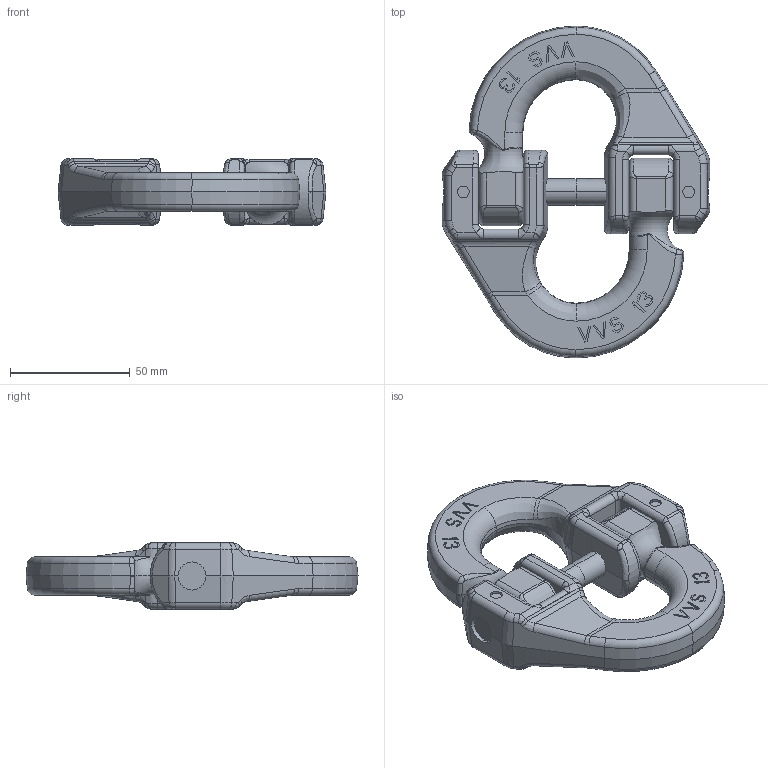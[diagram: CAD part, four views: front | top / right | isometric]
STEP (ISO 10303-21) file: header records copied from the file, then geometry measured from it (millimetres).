
FILE_DESCRIPTION((''),'2;1');
FILE_NAME('001-M34295-P-2_ASM','2012-03-07T',('Roland.Jakubetz'),(''),'PRO/ENGINEER BY PARAMETRIC TECHNOLOGY CORPORATION, 2010140','PRO/ENGINEER BY PARAMETRIC TECHNOLOGY CORPORATION, 2010140','');
FILE_SCHEMA(('CONFIG_CONTROL_DESIGN'));
Length unit declared in the file: millimetre
Products named in the file (3): 001-M34295-P-1; 001-M34295-P-2; 001-M34295-P-2_ASM
Assembly tree (2 placements, depth 2):
  001-M34295-P-2_ASM
    001-M34295-P-1
    001-M34295-P-2
Bounding box: 112 x 138.86 x 27.7 mm (x, y, z)
Volume: 236100.5 mm3; surface area: 51923.2 mm2
Topology: 2 solids, 2 shells, 921 faces, 2384 edges, 1484 vertices
Faces by surface type: plane 499, bspline 165, cylinder 161, torus 60, cone 36
Entity records: 40250 total; most frequent: CARTESIAN_POINT 18860, ORIENTED_EDGE 4768, DIRECTION 3965, EDGE_CURVE 2384, VECTOR 1539, LINE 1539, VERTEX_POINT 1484, AXIS2_PLACEMENT_3D 1213
